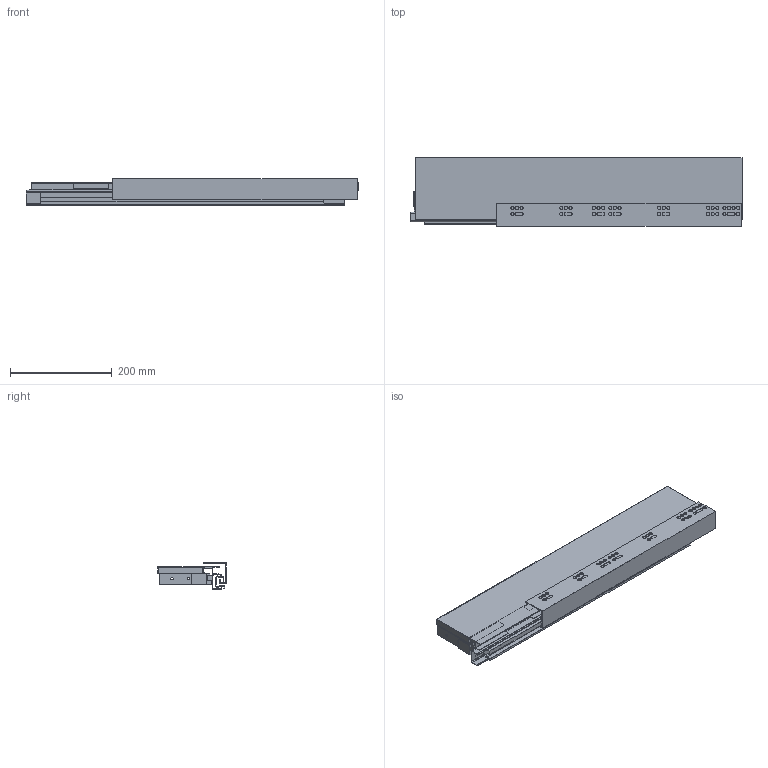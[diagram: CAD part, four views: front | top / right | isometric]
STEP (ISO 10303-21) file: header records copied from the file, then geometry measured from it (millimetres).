
FILE_DESCRIPTION (( 'STEP AP214' ), '1' );
FILE_NAME ('F000196,F000230-CLOSED_LEFT_3D.step', '2024-07-17T08:53:21', ( '' ), ( '' ), 'SwSTEP 2.0', 'SolidWorks 2020', '' );
FILE_SCHEMA (( 'AUTOMOTIVE_DESIGN' ));
Length unit declared in the file: millimetre
Products named in the file (6): NU70,NU80-650-VNITRNI_LEVY; RiexTrack-650-VNEJSI-LEVY; RiexTrack Bocnice-650-H121-LEVA; F000196,F000230-CLOSED_LEFT_3D; RiexTrack-650_CLOSED_LEFT_3D; NU70,NU80-650-STREDNI
Assembly tree (5 placements, depth 3):
  F000196,F000230-CLOSED_LEFT_3D
    RiexTrack-650_CLOSED_LEFT_3D
      RiexTrack-650-VNEJSI-LEVY
      NU70,NU80-650-STREDNI
      NU70,NU80-650-VNITRNI_LEVY
    RiexTrack Bocnice-650-H121-LEVA
Bounding box: 651.5 x 134.5 x 51.7 mm (x, y, z)
Volume: 317264.6 mm3; surface area: 594702.1 mm2
Topology: 8 solids, 8 shells, 265 faces, 752 edges, 504 vertices
Faces by surface type: plane 158, cylinder 63, cone 44
Full cylindrical faces by diameter (mm): 4.3 x3, 4.6 x2, 6.3 x32
Entity records: 8101 total; most frequent: DIRECTION 1335, CARTESIAN_POINT 1329, ORIENTED_EDGE 1234, EDGE_CURVE 617, LINE 447, VECTOR 447, AXIS2_PLACEMENT_3D 444, VERTEX_POINT 438
